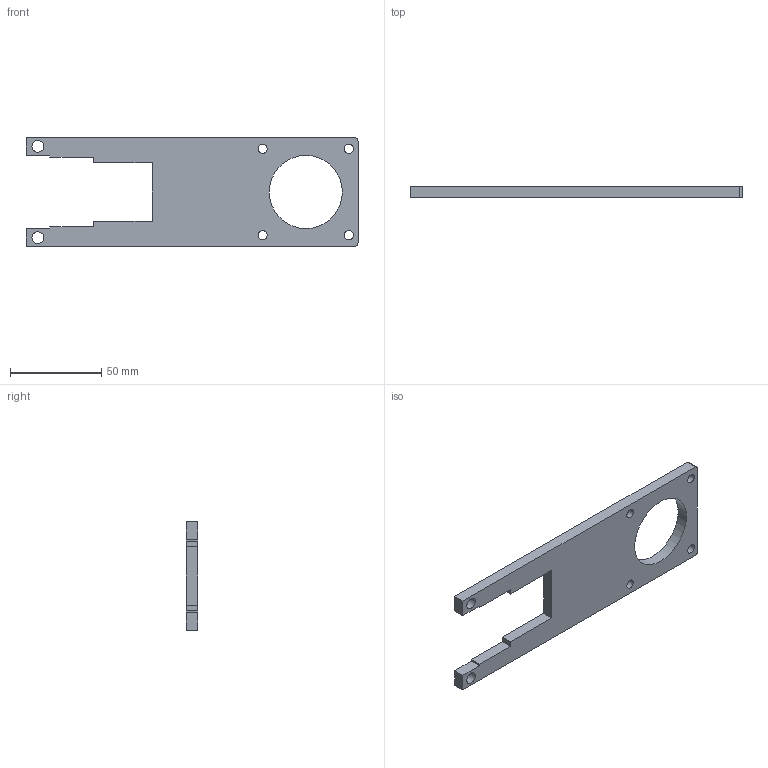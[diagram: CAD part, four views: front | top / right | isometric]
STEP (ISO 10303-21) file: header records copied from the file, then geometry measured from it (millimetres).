
FILE_DESCRIPTION(/* description */ (''),/* implementation_level */ '2;1');
FILE_NAME(/* name */ 'Abrazadera motor v3.step',/* time_stamp */ '2019-05-20T00:22:18-05:00',/* author */ ('eaeg2596'),/* organization */ (''),/* preprocessor_version */ 'ST-DEVELOPER v18',/* originating_system */ 'Autodesk Translation Framework v8.2.0.1029',/* authorisation */ '');
FILE_SCHEMA (('AUTOMOTIVE_DESIGN { 1 0 10303 214 3 1 1 }'));
Length unit declared in the file: millimetre
Products named in the file (2): Abrazadera motor; Component37
Assembly tree (1 placements, depth 2):
  Abrazadera motor
    Component37
Bounding box: 181.59 x 6.35 x 59.5 mm (x, y, z)
Volume: 44104.1 mm3; surface area: 19274.8 mm2
Topology: 1 solids, 1 shells, 27 faces, 75 edges, 50 vertices
Faces by surface type: plane 18, cylinder 9
Full cylindrical faces by diameter (mm): 5 x4, 6.5 x2, 40 x1
Entity records: 948 total; most frequent: CARTESIAN_POINT 155, DIRECTION 153, ORIENTED_EDGE 150, EDGE_CURVE 75, LINE 57, VECTOR 57, VERTEX_POINT 50, AXIS2_PLACEMENT_3D 48
